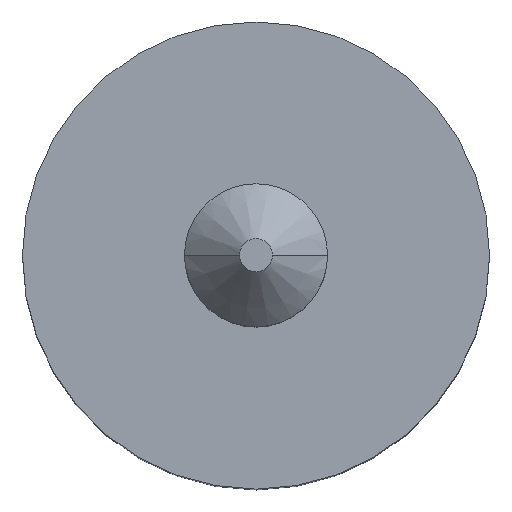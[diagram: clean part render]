
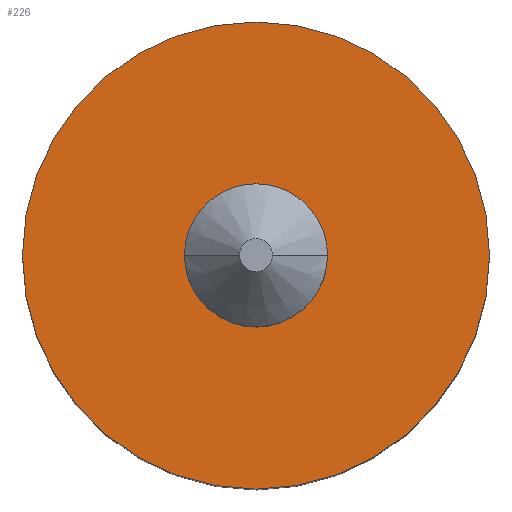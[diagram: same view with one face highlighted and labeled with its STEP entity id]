
A CAD part, top view. The second image highlights one B-rep face of the part: STEP entity #226.
In plain terms, the highlighted planar face has unit normal (0, 0, 1).
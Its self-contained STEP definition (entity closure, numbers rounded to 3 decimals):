
#5 = DIRECTION ( 'NONE',  ( -1., 0., 0. ) ) ;
#6 = AXIS2_PLACEMENT_3D ( 'NONE', #114, #30, #317 ) ;
#30 = DIRECTION ( 'NONE',  ( 0., 0., -1. ) ) ;
#31 = ORIENTED_EDGE ( 'NONE', *, *, #493, .F. ) ;
#38 = ORIENTED_EDGE ( 'NONE', *, *, #470, .F. ) ;
#41 = DIRECTION ( 'NONE',  ( 0., 0., -1. ) ) ;
#52 = DIRECTION ( 'NONE',  ( 0., 0., -1. ) ) ;
#59 = PLANE ( 'NONE',  #391 ) ;
#79 = VERTEX_POINT ( 'NONE', #256 ) ;
#98 = DIRECTION ( 'NONE',  ( 0., 0., -1. ) ) ;
#114 = CARTESIAN_POINT ( 'NONE',  ( 0., 0., -1.27 ) ) ;
#118 = CIRCLE ( 'NONE', #413, 1.485 ) ;
#128 = EDGE_CURVE ( 'NONE', #79, #399, #314, .T. ) ;
#136 = DIRECTION ( 'NONE',  ( 0., 0., -1. ) ) ;
#153 = ORIENTED_EDGE ( 'NONE', *, *, #433, .T. ) ;
#169 = CARTESIAN_POINT ( 'NONE',  ( 0., 0., -1.27 ) ) ;
#196 = CIRCLE ( 'NONE', #6, 1.485 ) ;
#223 = FACE_BOUND ( 'NONE', #324, .T. ) ;
#226 = ADVANCED_FACE ( 'NONE', ( #223, #309 ), #59, .F. ) ;
#243 = AXIS2_PLACEMENT_3D ( 'NONE', #275, #41, #352 ) ;
#256 = CARTESIAN_POINT ( 'NONE',  ( -0.455, 0., -1.27 ) ) ;
#270 = CARTESIAN_POINT ( 'NONE',  ( 1.485, 0., -1.27 ) ) ;
#275 = CARTESIAN_POINT ( 'NONE',  ( 0., 0., -1.27 ) ) ;
#276 = AXIS2_PLACEMENT_3D ( 'NONE', #416, #136, #456 ) ;
#300 = ORIENTED_EDGE ( 'NONE', *, *, #128, .T. ) ;
#309 = FACE_OUTER_BOUND ( 'NONE', #478, .T. ) ;
#314 = CIRCLE ( 'NONE', #243, 0.455 ) ;
#317 = DIRECTION ( 'NONE',  ( -1., 0., 0. ) ) ;
#324 = EDGE_LOOP ( 'NONE', ( #300, #153 ) ) ;
#335 = CARTESIAN_POINT ( 'NONE',  ( -1.485, 0., -1.27 ) ) ;
#337 = CARTESIAN_POINT ( 'NONE',  ( 0., 0., -1.27 ) ) ;
#352 = DIRECTION ( 'NONE',  ( -1., 0., 0. ) ) ;
#391 = AXIS2_PLACEMENT_3D ( 'NONE', #337, #98, #466 ) ;
#399 = VERTEX_POINT ( 'NONE', #412 ) ;
#412 = CARTESIAN_POINT ( 'NONE',  ( 0.455, 0., -1.27 ) ) ;
#413 = AXIS2_PLACEMENT_3D ( 'NONE', #169, #52, #5 ) ;
#416 = CARTESIAN_POINT ( 'NONE',  ( 0., 0., -1.27 ) ) ;
#433 = EDGE_CURVE ( 'NONE', #399, #79, #451, .T. ) ;
#451 = CIRCLE ( 'NONE', #276, 0.455 ) ;
#456 = DIRECTION ( 'NONE',  ( -1., 0., 0. ) ) ;
#466 = DIRECTION ( 'NONE',  ( -1., 0., 0. ) ) ;
#470 = EDGE_CURVE ( 'NONE', #527, #475, #118, .T. ) ;
#475 = VERTEX_POINT ( 'NONE', #335 ) ;
#478 = EDGE_LOOP ( 'NONE', ( #31, #38 ) ) ;
#493 = EDGE_CURVE ( 'NONE', #475, #527, #196, .T. ) ;
#527 = VERTEX_POINT ( 'NONE', #270 ) ;
